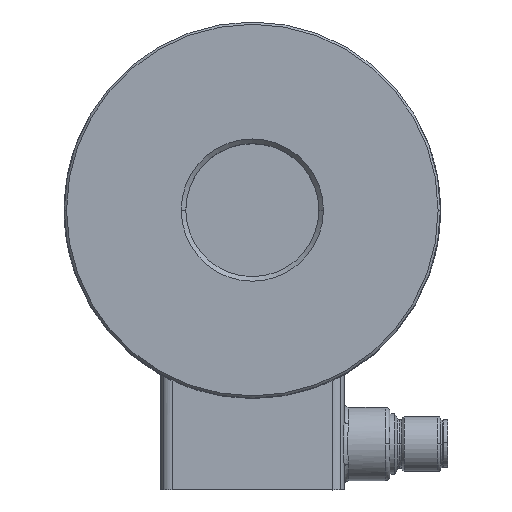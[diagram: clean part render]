
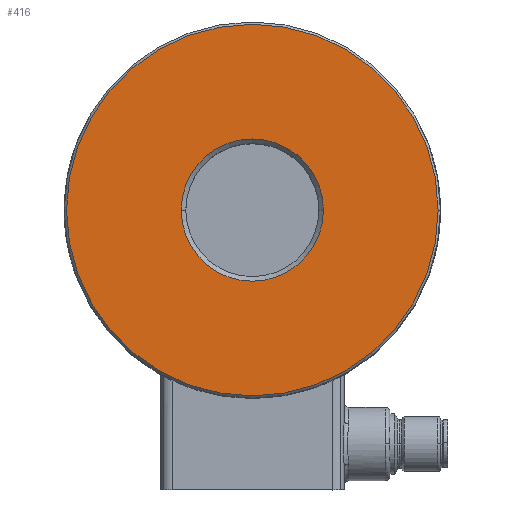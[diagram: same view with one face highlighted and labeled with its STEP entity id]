
A CAD part, top view. The second image highlights one B-rep face of the part: STEP entity #416.
In plain terms, the highlighted planar face has unit normal (0, 0, 1).
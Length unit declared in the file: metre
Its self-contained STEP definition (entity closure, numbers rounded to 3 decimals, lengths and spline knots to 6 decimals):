
#416=ADVANCED_FACE('0:6711',(#1059,#1060),#1061,.T.);
#1059=FACE_OUTER_BOUND('',#1966,.T.);
#1060=FACE_BOUND('',#1967,.T.);
#1061=PLANE('',#1968);
#1966=EDGE_LOOP('',(#3358,#3359));
#1967=EDGE_LOOP('',(#3360,#3361));
#1968=AXIS2_PLACEMENT_3D('',#3362,#3363,#3364);
#3358=ORIENTED_EDGE('',*,*,#5917,.F.);
#3359=ORIENTED_EDGE('',*,*,#5918,.F.);
#3360=ORIENTED_EDGE('',*,*,#5919,.F.);
#3361=ORIENTED_EDGE('',*,*,#5920,.F.);
#3362=CARTESIAN_POINT('',(0.,0.,0.11));
#3363=DIRECTION('',(0.,0.,1.0));
#3364=DIRECTION('',(1.0,0.,0.));
#5917=EDGE_CURVE('0:7611',#7130,#7131,#7132,.T.);
#5918=EDGE_CURVE('',#7131,#7130,#7133,.T.);
#5919=EDGE_CURVE('0:7650',#7134,#7135,#7136,.T.);
#5920=EDGE_CURVE('',#7135,#7134,#7137,.T.);
#7130=VERTEX_POINT('',#9209);
#7131=VERTEX_POINT('',#9210);
#7132=CIRCLE('',#9211,0.0405);
#7133=CIRCLE('',#9212,0.0405);
#7134=VERTEX_POINT('',#9213);
#7135=VERTEX_POINT('',#9214);
#7136=CIRCLE('',#9215,0.0155);
#7137=CIRCLE('',#9216,0.0155);
#9209=CARTESIAN_POINT('',(0.0395,-0.001,0.11));
#9210=CARTESIAN_POINT('',(-0.0415,-0.001,0.11));
#9211=AXIS2_PLACEMENT_3D('',#11593,#11594,#11595);
#9212=AXIS2_PLACEMENT_3D('',#11596,#11597,#11598);
#9213=CARTESIAN_POINT('',(0.0145,-0.001,0.11));
#9214=CARTESIAN_POINT('',(-0.0165,-0.001,0.11));
#9215=AXIS2_PLACEMENT_3D('',#11599,#11600,#11601);
#9216=AXIS2_PLACEMENT_3D('',#11602,#11603,#11604);
#11593=CARTESIAN_POINT('',(-0.001,-0.001,0.11));
#11594=DIRECTION('',(0.,0.,-1.0));
#11595=DIRECTION('',(-1.0,0.,0.));
#11596=CARTESIAN_POINT('',(-0.001,-0.001,0.11));
#11597=DIRECTION('',(0.,0.,-1.0));
#11598=DIRECTION('',(-1.0,0.,0.));
#11599=CARTESIAN_POINT('',(-0.001,-0.001,0.11));
#11600=DIRECTION('',(0.,0.,1.0));
#11601=DIRECTION('',(-1.0,0.,0.));
#11602=CARTESIAN_POINT('',(-0.001,-0.001,0.11));
#11603=DIRECTION('',(0.,0.,1.0));
#11604=DIRECTION('',(-1.0,0.,0.));
